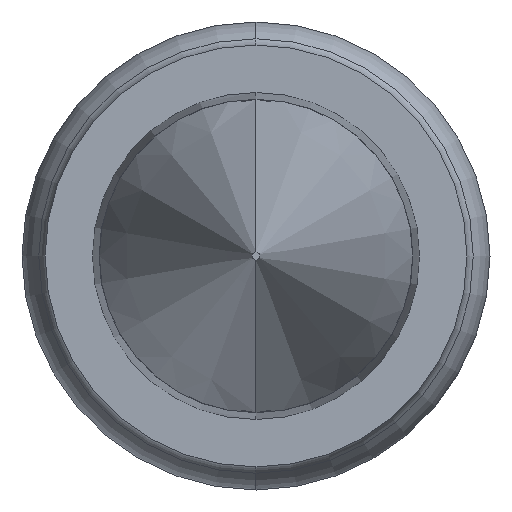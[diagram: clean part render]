
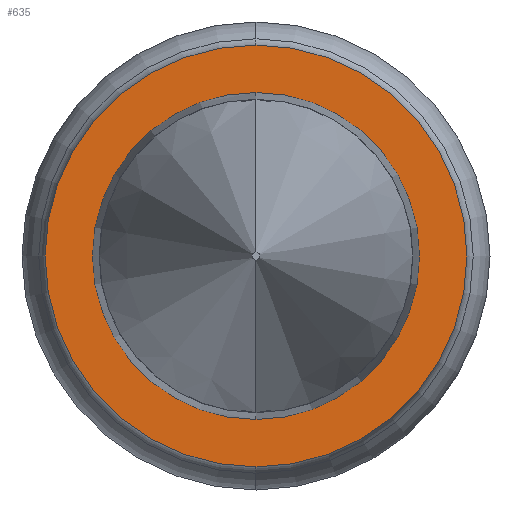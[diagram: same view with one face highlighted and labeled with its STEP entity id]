
A CAD part, left-side view. The second image highlights one B-rep face of the part: STEP entity #635.
In plain terms, the highlighted planar face has unit normal (-1, 0, 0).
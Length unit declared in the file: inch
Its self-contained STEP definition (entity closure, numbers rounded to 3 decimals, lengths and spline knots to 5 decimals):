
#45 = CARTESIAN_POINT ( 'NONE',  ( 0., 0., -0.02425 ) ) ;
#63 = VERTEX_POINT ( 'NONE', #227 ) ;
#68 = CARTESIAN_POINT ( 'NONE',  ( 0., 0.02725, 0. ) ) ;
#90 = EDGE_CURVE ( 'NONE', #242, #836, #1042, .T. ) ;
#129 = PLANE ( 'NONE',  #704 ) ;
#184 = DIRECTION ( 'NONE',  ( 1., 0., 0. ) ) ;
#227 = CARTESIAN_POINT ( 'NONE',  ( 0., 0., -0.01879 ) ) ;
#229 = AXIS2_PLACEMENT_3D ( 'NONE', #624, #184, #489 ) ;
#233 = EDGE_CURVE ( 'NONE', #63, #866, #985, .T. ) ;
#242 = VERTEX_POINT ( 'NONE', #275 ) ;
#275 = CARTESIAN_POINT ( 'NONE',  ( 0., 0., 0.02425 ) ) ;
#386 = EDGE_LOOP ( 'NONE', ( #507, #582 ) ) ;
#416 = ORIENTED_EDGE ( 'NONE', *, *, #433, .F. ) ;
#425 = CARTESIAN_POINT ( 'NONE',  ( 0., 0., 0. ) ) ;
#427 = DIRECTION ( 'NONE',  ( 1., 0., 0. ) ) ;
#433 = EDGE_CURVE ( 'NONE', #836, #242, #1020, .T. ) ;
#434 = DIRECTION ( 'NONE',  ( 0., 0., -1. ) ) ;
#489 = DIRECTION ( 'NONE',  ( 0., 0., -1. ) ) ;
#507 = ORIENTED_EDGE ( 'NONE', *, *, #233, .T. ) ;
#509 = EDGE_LOOP ( 'NONE', ( #416, #1109 ) ) ;
#582 = ORIENTED_EDGE ( 'NONE', *, *, #1010, .T. ) ;
#604 = FACE_BOUND ( 'NONE', #386, .T. ) ;
#624 = CARTESIAN_POINT ( 'NONE',  ( 0., 0., 0. ) ) ;
#635 = ADVANCED_FACE ( 'NONE', ( #604, #1067 ), #129, .F. ) ;
#704 = AXIS2_PLACEMENT_3D ( 'NONE', #68, #1081, #1118 ) ;
#713 = AXIS2_PLACEMENT_3D ( 'NONE', #425, #427, #434 ) ;
#722 = DIRECTION ( 'NONE',  ( 1., 0., 0. ) ) ;
#729 = DIRECTION ( 'NONE',  ( 1., 0., 0. ) ) ;
#737 = DIRECTION ( 'NONE',  ( 0., 0., -1. ) ) ;
#762 = CARTESIAN_POINT ( 'NONE',  ( 0., 0., 0. ) ) ;
#800 = CIRCLE ( 'NONE', #1114, 0.01879 ) ;
#836 = VERTEX_POINT ( 'NONE', #45 ) ;
#866 = VERTEX_POINT ( 'NONE', #867 ) ;
#867 = CARTESIAN_POINT ( 'NONE',  ( 0., 0., 0.01879 ) ) ;
#895 = DIRECTION ( 'NONE',  ( 0., 0., -1. ) ) ;
#919 = AXIS2_PLACEMENT_3D ( 'NONE', #954, #729, #737 ) ;
#954 = CARTESIAN_POINT ( 'NONE',  ( 0., 0., 0. ) ) ;
#985 = CIRCLE ( 'NONE', #713, 0.01879 ) ;
#1010 = EDGE_CURVE ( 'NONE', #866, #63, #800, .T. ) ;
#1020 = CIRCLE ( 'NONE', #919, 0.02425 ) ;
#1042 = CIRCLE ( 'NONE', #229, 0.02425 ) ;
#1067 = FACE_OUTER_BOUND ( 'NONE', #509, .T. ) ;
#1081 = DIRECTION ( 'NONE',  ( 1., 0., 0. ) ) ;
#1109 = ORIENTED_EDGE ( 'NONE', *, *, #90, .F. ) ;
#1114 = AXIS2_PLACEMENT_3D ( 'NONE', #762, #722, #895 ) ;
#1118 = DIRECTION ( 'NONE',  ( 0., 0., -1. ) ) ;
